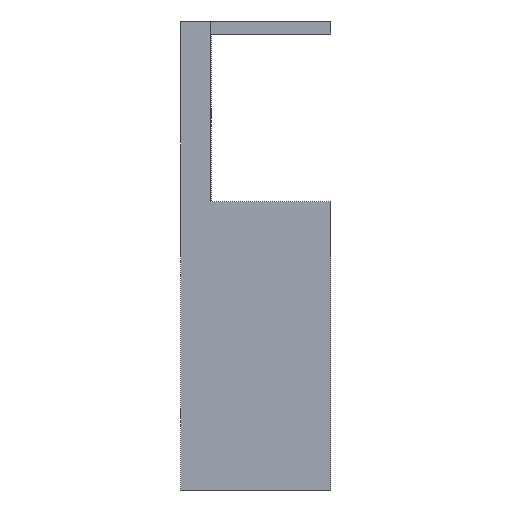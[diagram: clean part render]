
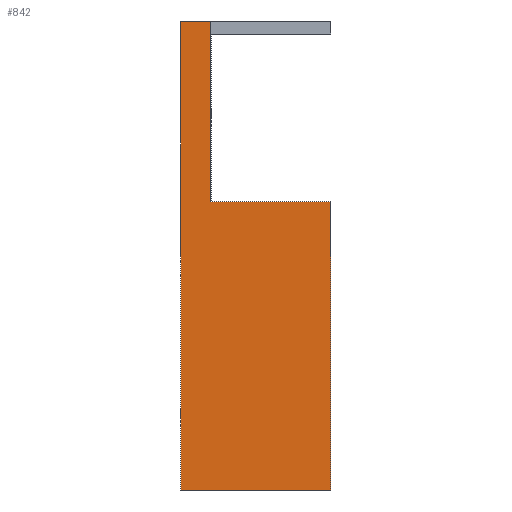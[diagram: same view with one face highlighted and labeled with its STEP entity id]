
A CAD part, left-side view. The second image highlights one B-rep face of the part: STEP entity #842.
In plain terms, the highlighted planar face has unit normal (-1, 0, 0).
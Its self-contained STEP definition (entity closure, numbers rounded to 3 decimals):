
#23 = EDGE_CURVE ( 'NONE', #507, #331, #351, .T. ) ;
#28 = ORIENTED_EDGE ( 'NONE', *, *, #569, .F. ) ;
#32 = DIRECTION ( 'NONE',  ( 0., -1., 0. ) ) ;
#50 = VERTEX_POINT ( 'NONE', #113 ) ;
#70 = DIRECTION ( 'NONE',  ( -1., 0., 0. ) ) ;
#82 = ORIENTED_EDGE ( 'NONE', *, *, #162, .F. ) ;
#89 = LINE ( 'NONE', #734, #483 ) ;
#97 = CARTESIAN_POINT ( 'NONE',  ( -64.166, 5., -31.105 ) ) ;
#113 = CARTESIAN_POINT ( 'NONE',  ( -64.166, 5., -31.105 ) ) ;
#115 = EDGE_CURVE ( 'NONE', #331, #440, #684, .T. ) ;
#127 = VECTOR ( 'NONE', #211, 1000. ) ;
#145 = AXIS2_PLACEMENT_3D ( 'NONE', #675, #70, #273 ) ;
#146 = CARTESIAN_POINT ( 'NONE',  ( -64.166, 0., 46.895 ) ) ;
#154 = CARTESIAN_POINT ( 'NONE',  ( -64.166, 0., 16.895 ) ) ;
#155 = ORIENTED_EDGE ( 'NONE', *, *, #791, .T. ) ;
#157 = PLANE ( 'NONE',  #145 ) ;
#162 = EDGE_CURVE ( 'NONE', #169, #327, #89, .T. ) ;
#169 = VERTEX_POINT ( 'NONE', #419 ) ;
#211 = DIRECTION ( 'NONE',  ( 0., 0., -1. ) ) ;
#213 = EDGE_CURVE ( 'NONE', #50, #440, #636, .T. ) ;
#215 = DIRECTION ( 'NONE',  ( 0., -1., 0. ) ) ;
#216 = CARTESIAN_POINT ( 'NONE',  ( -64.166, 5., 46.895 ) ) ;
#222 = ORIENTED_EDGE ( 'NONE', *, *, #213, .T. ) ;
#273 = DIRECTION ( 'NONE',  ( 0., 0., 1. ) ) ;
#285 = LINE ( 'NONE', #146, #347 ) ;
#327 = VERTEX_POINT ( 'NONE', #765 ) ;
#331 = VERTEX_POINT ( 'NONE', #697 ) ;
#333 = CARTESIAN_POINT ( 'NONE',  ( -64.166, -20., 46.895 ) ) ;
#347 = VECTOR ( 'NONE', #546, 1000. ) ;
#351 = LINE ( 'NONE', #366, #705 ) ;
#366 = CARTESIAN_POINT ( 'NONE',  ( -64.166, 5., 16.895 ) ) ;
#419 = CARTESIAN_POINT ( 'NONE',  ( -64.166, 5., 46.895 ) ) ;
#440 = VERTEX_POINT ( 'NONE', #516 ) ;
#467 = VECTOR ( 'NONE', #680, 1000. ) ;
#482 = DIRECTION ( 'NONE',  ( 0., -1., 0. ) ) ;
#483 = VECTOR ( 'NONE', #215, 1000. ) ;
#507 = VERTEX_POINT ( 'NONE', #154 ) ;
#516 = CARTESIAN_POINT ( 'NONE',  ( -64.166, -20., -31.105 ) ) ;
#546 = DIRECTION ( 'NONE',  ( 0., 0., -1. ) ) ;
#569 = EDGE_CURVE ( 'NONE', #327, #507, #285, .T. ) ;
#574 = VECTOR ( 'NONE', #32, 1000. ) ;
#636 = LINE ( 'NONE', #97, #574 ) ;
#640 = ORIENTED_EDGE ( 'NONE', *, *, #115, .F. ) ;
#675 = CARTESIAN_POINT ( 'NONE',  ( -64.166, 5., 46.895 ) ) ;
#680 = DIRECTION ( 'NONE',  ( 0., 0., -1. ) ) ;
#684 = LINE ( 'NONE', #333, #127 ) ;
#697 = CARTESIAN_POINT ( 'NONE',  ( -64.166, -20., 16.895 ) ) ;
#705 = VECTOR ( 'NONE', #482, 1000. ) ;
#734 = CARTESIAN_POINT ( 'NONE',  ( -64.166, 5., 46.895 ) ) ;
#739 = FACE_OUTER_BOUND ( 'NONE', #806, .T. ) ;
#754 = LINE ( 'NONE', #216, #467 ) ;
#757 = ORIENTED_EDGE ( 'NONE', *, *, #23, .F. ) ;
#765 = CARTESIAN_POINT ( 'NONE',  ( -64.166, 0., 46.895 ) ) ;
#791 = EDGE_CURVE ( 'NONE', #169, #50, #754, .T. ) ;
#806 = EDGE_LOOP ( 'NONE', ( #757, #28, #82, #155, #222, #640 ) ) ;
#842 = ADVANCED_FACE ( 'NONE', ( #739 ), #157, .T. ) ;
